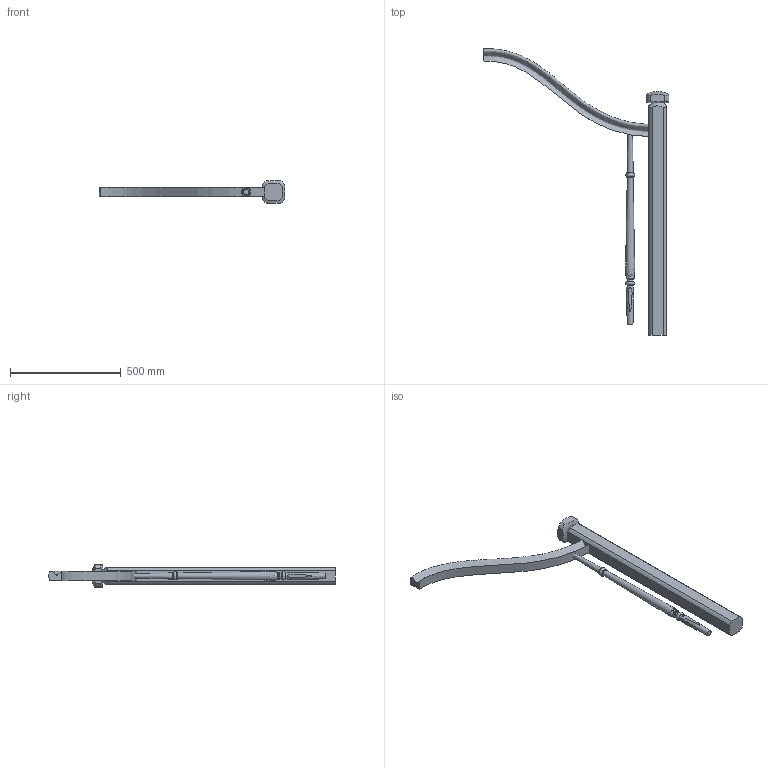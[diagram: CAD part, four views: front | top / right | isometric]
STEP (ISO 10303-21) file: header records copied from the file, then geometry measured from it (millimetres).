
FILE_DESCRIPTION(('FreeCAD Model'),'2;1');
FILE_NAME('Open CASCADE Shape Model','2021-08-30T14:24:44',(''),(''), 'Open CASCADE STEP processor 7.5','FreeCAD','Unknown');
FILE_SCHEMA(('AUTOMOTIVE_DESIGN { 1 0 10303 214 1 1 1 1 }'));
Length unit declared in the file: millimetre
Products named in the file (4): geländer; pfosten; handlauf; sprosse
Assembly tree (3 placements, depth 2):
  geländer
    pfosten
    handlauf
    sprosse
Bounding box: 836.64 x 1292.25 x 100 mm (x, y, z)
Volume: 8986453.4 mm3; surface area: 602150.2 mm2
Topology: 3 solids, 3 shells, 44 faces, 93 edges, 61 vertices
Faces by surface type: plane 21, cylinder 12, revolution 9, bspline 2
Full cylindrical faces by diameter (mm): 27.689 x1, 30.801 x1, 30.857 x2
Entity records: 6779 total; most frequent: CARTESIAN_POINT 4878, DIRECTION 311, ORIENTED_EDGE 184, PCURVE 184, DEFINITIONAL_REPRESENTATION 184, LINE 146, VECTOR 146, EDGE_CURVE 92
